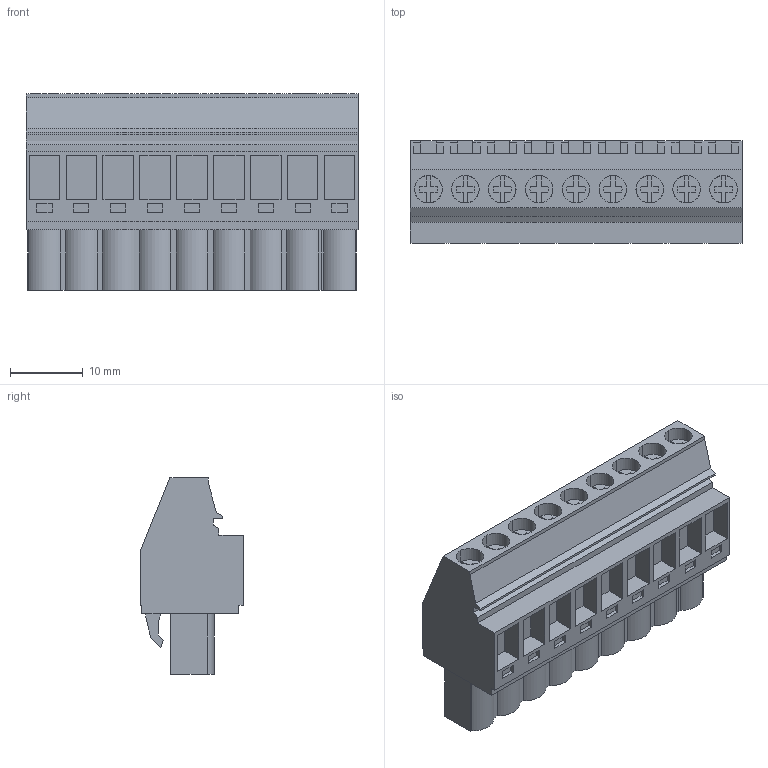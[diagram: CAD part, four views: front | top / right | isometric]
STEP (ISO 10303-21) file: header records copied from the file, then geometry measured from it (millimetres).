
FILE_DESCRIPTION(('CATIA V5 STEP','CAx-IF Rec.Pracs.--- Model Styling and Organization---1.2---2011-12-15'),'2;1');
FILE_NAME ('D1460150_0_1949090000_1949090000.stp','2017-09-09T07:24:07+00:00',('none'),('Weidmueller'),'CATIA Version 5-6 Release 2014','CATIA V5 STEP AP214','none');
FILE_SCHEMA(('AUTOMOTIVE_DESIGN { 1 0 10303 214 1 1 1 1 }'));
Length unit declared in the file: millimetre
Products named in the file (1): 1949090000
Bounding box: 45.72 x 14.1 x 27.1 mm (x, y, z)
Volume: 10373.1 mm3; surface area: 6291.7 mm2
Topology: 10 solids, 10 shells, 598 faces, 1671 edges, 1130 vertices
Faces by surface type: plane 517, cylinder 79, extrusion 2
Entity records: 17696 total; most frequent: ORIENTED_EDGE 3342, CARTESIAN_POINT 3184, DIRECTION 2381, EDGE_CURVE 1671, VECTOR 1475, LINE 1473, VERTEX_POINT 1130, EDGE_LOOP 637
